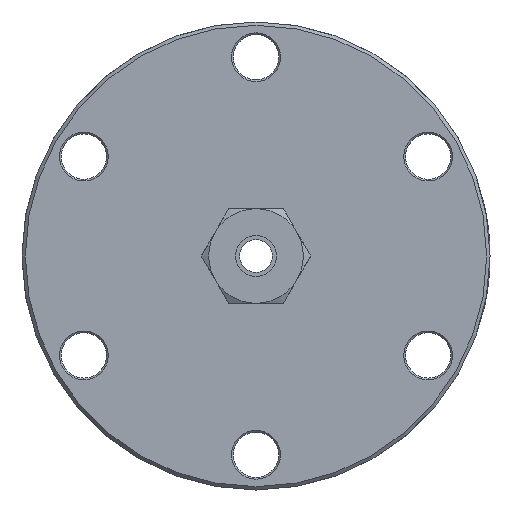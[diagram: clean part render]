
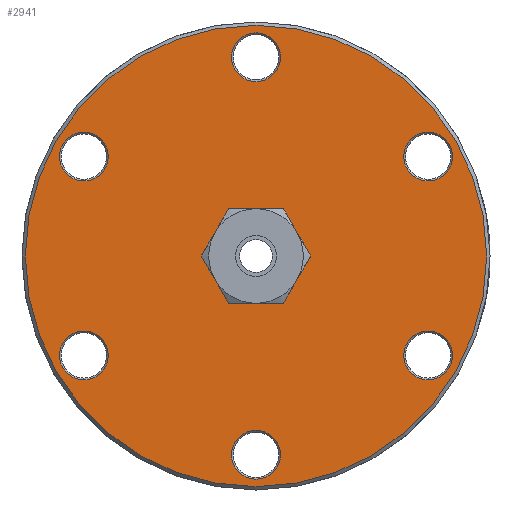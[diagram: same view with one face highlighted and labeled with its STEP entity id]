
A CAD part, front view. The second image highlights one B-rep face of the part: STEP entity #2941.
In plain terms, the highlighted planar face has unit normal (0, -1, 0).
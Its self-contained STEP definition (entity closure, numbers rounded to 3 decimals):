
#222=FACE_BOUND('',#867,.T.);
#223=FACE_BOUND('',#868,.T.);
#224=FACE_BOUND('',#869,.T.);
#225=FACE_BOUND('',#870,.T.);
#226=FACE_BOUND('',#871,.T.);
#227=FACE_BOUND('',#872,.T.);
#228=FACE_BOUND('',#873,.T.);
#579=PLANE('',#3228);
#680=FACE_OUTER_BOUND('',#866,.T.);
#866=EDGE_LOOP('',(#2163));
#867=EDGE_LOOP('',(#2164));
#868=EDGE_LOOP('',(#2165));
#869=EDGE_LOOP('',(#2166));
#870=EDGE_LOOP('',(#2167));
#871=EDGE_LOOP('',(#2168));
#872=EDGE_LOOP('',(#2169));
#873=EDGE_LOOP('',(#2170));
#1051=CIRCLE('',#3223,5.207);
#1054=CIRCLE('',#3227,34.05);
#1055=CIRCLE('',#3229,3.6);
#1056=CIRCLE('',#3230,3.6);
#1057=CIRCLE('',#3231,3.6);
#1058=CIRCLE('',#3232,3.6);
#1059=CIRCLE('',#3233,3.6);
#1060=CIRCLE('',#3234,3.6);
#1254=VERTEX_POINT('',#4505);
#1257=VERTEX_POINT('',#4513);
#1258=VERTEX_POINT('',#4517);
#1259=VERTEX_POINT('',#4519);
#1260=VERTEX_POINT('',#4521);
#1261=VERTEX_POINT('',#4523);
#1262=VERTEX_POINT('',#4525);
#1263=VERTEX_POINT('',#4527);
#1592=EDGE_CURVE('',#1254,#1254,#1051,.T.);
#1597=EDGE_CURVE('',#1257,#1257,#1054,.T.);
#1598=EDGE_CURVE('',#1258,#1258,#1055,.T.);
#1599=EDGE_CURVE('',#1259,#1259,#1056,.T.);
#1600=EDGE_CURVE('',#1260,#1260,#1057,.T.);
#1601=EDGE_CURVE('',#1261,#1261,#1058,.T.);
#1602=EDGE_CURVE('',#1262,#1262,#1059,.T.);
#1603=EDGE_CURVE('',#1263,#1263,#1060,.T.);
#2163=ORIENTED_EDGE('',*,*,#1597,.F.);
#2164=ORIENTED_EDGE('',*,*,#1592,.T.);
#2165=ORIENTED_EDGE('',*,*,#1598,.F.);
#2166=ORIENTED_EDGE('',*,*,#1599,.F.);
#2167=ORIENTED_EDGE('',*,*,#1600,.F.);
#2168=ORIENTED_EDGE('',*,*,#1601,.F.);
#2169=ORIENTED_EDGE('',*,*,#1602,.F.);
#2170=ORIENTED_EDGE('',*,*,#1603,.F.);
#2941=ADVANCED_FACE('',(#680,#222,#223,#224,#225,#226,#227,#228),#579,.T.);
#3223=AXIS2_PLACEMENT_3D('',#4506,#3640,#3641);
#3227=AXIS2_PLACEMENT_3D('',#4515,#3650,#3651);
#3228=AXIS2_PLACEMENT_3D('',#4516,#3652,#3653);
#3229=AXIS2_PLACEMENT_3D('',#4518,#3654,#3655);
#3230=AXIS2_PLACEMENT_3D('',#4520,#3656,#3657);
#3231=AXIS2_PLACEMENT_3D('',#4522,#3658,#3659);
#3232=AXIS2_PLACEMENT_3D('',#4524,#3660,#3661);
#3233=AXIS2_PLACEMENT_3D('',#4526,#3662,#3663);
#3234=AXIS2_PLACEMENT_3D('',#4528,#3664,#3665);
#3640=DIRECTION('center_axis',(0.,1.,0.));
#3641=DIRECTION('ref_axis',(-1.,0.,0.));
#3650=DIRECTION('center_axis',(0.,1.,0.));
#3651=DIRECTION('ref_axis',(1.,0.,0.));
#3652=DIRECTION('center_axis',(0.,-1.,0.));
#3653=DIRECTION('ref_axis',(0.,0.,-1.));
#3654=DIRECTION('center_axis',(0.,-1.,0.));
#3655=DIRECTION('ref_axis',(0.5,0.,0.866));
#3656=DIRECTION('center_axis',(0.,-1.,0.));
#3657=DIRECTION('ref_axis',(-1.,0.,0.));
#3658=DIRECTION('center_axis',(0.,-1.,0.));
#3659=DIRECTION('ref_axis',(0.5,0.,-0.866));
#3660=DIRECTION('center_axis',(0.,-1.,0.));
#3661=DIRECTION('ref_axis',(1.,0.,0.));
#3662=DIRECTION('center_axis',(0.,-1.,0.));
#3663=DIRECTION('ref_axis',(-0.5,0.,-0.866));
#3664=DIRECTION('center_axis',(0.,-1.,0.));
#3665=DIRECTION('ref_axis',(-0.5,0.,0.866));
#4505=CARTESIAN_POINT('',(5.207,0.,0.));
#4506=CARTESIAN_POINT('Origin',(0.,0.,0.));
#4513=CARTESIAN_POINT('',(-34.05,0.,0.));
#4515=CARTESIAN_POINT('Origin',(0.,0.,0.));
#4516=CARTESIAN_POINT('Origin',(-34.55,0.,0.));
#4517=CARTESIAN_POINT('',(23.618,0.,-17.793));
#4518=CARTESIAN_POINT('Origin',(25.418,0.,-14.675));
#4519=CARTESIAN_POINT('',(3.6,0.,29.35));
#4520=CARTESIAN_POINT('Origin',(0.,0.,29.35));
#4521=CARTESIAN_POINT('',(-27.218,0.,-11.557));
#4522=CARTESIAN_POINT('Origin',(-25.418,0.,-14.675));
#4523=CARTESIAN_POINT('',(-3.6,0.,-29.35));
#4524=CARTESIAN_POINT('Origin',(0.,0.,-29.35));
#4525=CARTESIAN_POINT('',(-23.618,0.,17.793));
#4526=CARTESIAN_POINT('Origin',(-25.418,0.,14.675));
#4527=CARTESIAN_POINT('',(27.218,0.,11.557));
#4528=CARTESIAN_POINT('Origin',(25.418,0.,14.675));
